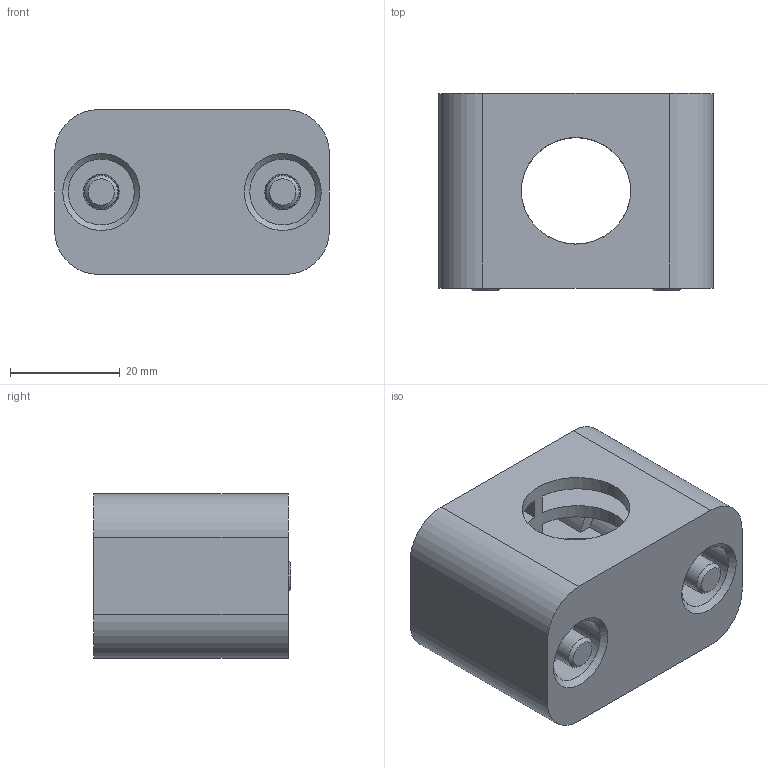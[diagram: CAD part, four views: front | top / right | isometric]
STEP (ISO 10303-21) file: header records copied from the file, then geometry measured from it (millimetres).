
FILE_DESCRIPTION(/* description */ (''),/* implementation_level */ '2;1');
FILE_NAME(/* name */ 'ipf_z3d_AY000150.stp',/* time_stamp */ '2017-10-10T16:28:03+02:00',/* author */ ('gelzhaeuser'),/* organization */ (''),/* preprocessor_version */ 'ST-DEVELOPER v15.2',/* originating_system */ 'Autodesk Inventor 2014',/* authorisation */ '');
FILE_SCHEMA (('AUTOMOTIVE_DESIGN { 1 0 10303 214 3 1 1 }'));
Length unit declared in the file: centimetre
Products named in the file (1): AY000150
Bounding box: 50 x 36 x 30 mm (x, y, z)
Volume: 27027.3 mm3; surface area: 21939.4 mm2
Topology: 1 solids, 5 shells, 184 faces, 478 edges, 316 vertices
Faces by surface type: plane 126, cylinder 46, cone 8, torus 4
Full cylindrical faces by diameter (mm): 6 x2, 6.4 x2, 6.5 x2, 10 x2, 12 x4
Entity records: 5516 total; most frequent: CARTESIAN_POINT 967, DIRECTION 940, ORIENTED_EDGE 896, EDGE_CURVE 448, AXIS2_PLACEMENT_3D 319, VERTEX_POINT 310, LINE 302, VECTOR 302
